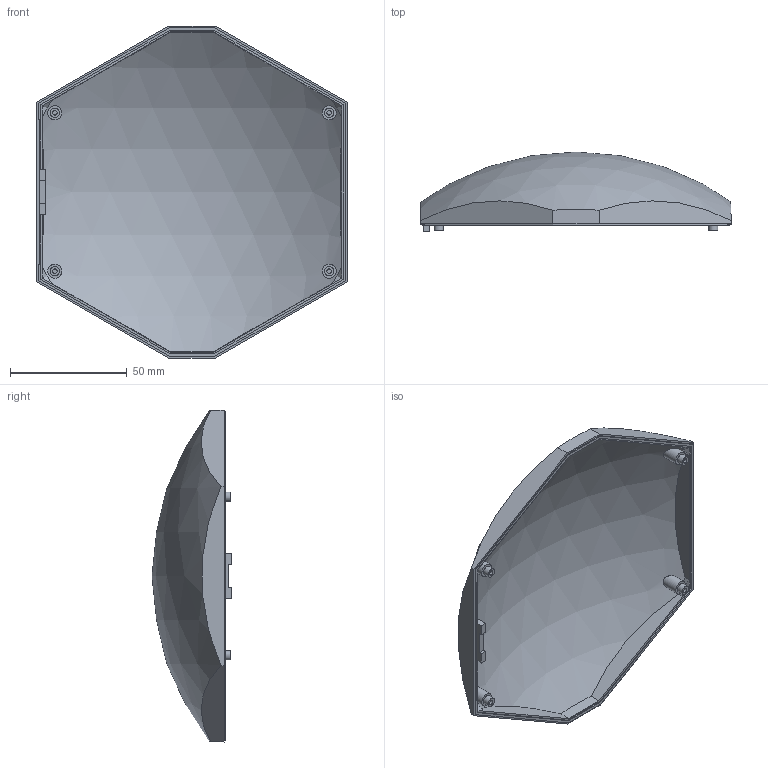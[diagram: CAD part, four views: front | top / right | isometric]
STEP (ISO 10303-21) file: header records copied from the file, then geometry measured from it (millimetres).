
FILE_DESCRIPTION(/* description */ (''),/* implementation_level */ '2;1');
FILE_NAME(/* name */ 'Enclosure_Dome.step',/* time_stamp */ '2021-12-14T17:43:26-05:00',/* author */ (''),/* organization */ (''),/* preprocessor_version */ 'ST-DEVELOPER v18.1',/* originating_system */ 'Autodesk Translation Framework v10.10.0.1391',/* authorisation */ '');
FILE_SCHEMA (('AUTOMOTIVE_DESIGN { 1 0 10303 214 3 1 1 }'));
Length unit declared in the file: millimetre
Products named in the file (1): Enclosure_Dome
Bounding box: 133.35 x 34.29 x 142.48 mm (x, y, z)
Volume: 49633.2 mm3; surface area: 41008.6 mm2
Topology: 1 solids, 1 shells, 88 faces, 212 edges, 140 vertices
Faces by surface type: plane 70, cylinder 16, sphere 2
Full cylindrical faces by diameter (mm): 2 x4, 4 x4, 6 x4
Entity records: 2724 total; most frequent: CARTESIAN_POINT 577, DIRECTION 442, ORIENTED_EDGE 424, EDGE_CURVE 212, AXIS2_PLACEMENT_3D 149, LINE 144, VECTOR 144, VERTEX_POINT 140
